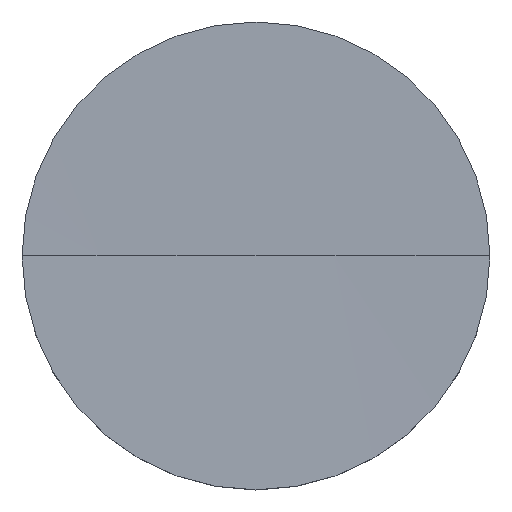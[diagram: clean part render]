
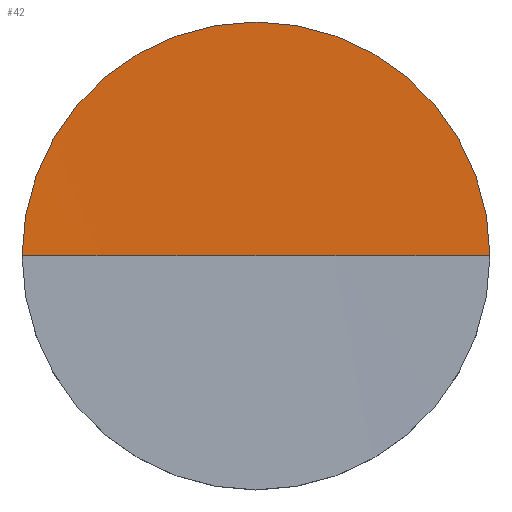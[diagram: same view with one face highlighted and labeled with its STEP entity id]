
A CAD part, top view. The second image highlights one B-rep face of the part: STEP entity #42.
In plain terms, the highlighted spherical face has radius 3000 mm.
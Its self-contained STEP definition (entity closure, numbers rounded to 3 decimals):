
#3 = DIRECTION ( 'NONE',  ( 0., 0., 1. ) ) ;
#14 = CARTESIAN_POINT ( 'NONE',  ( 0., 0., 3012.458 ) ) ;
#22 = EDGE_CURVE ( 'NONE', #104, #23, #40, .T. ) ;
#23 = VERTEX_POINT ( 'NONE', #63 ) ;
#30 = CARTESIAN_POINT ( 'NONE',  ( 0., 0., 12.7 ) ) ;
#35 = AXIS2_PLACEMENT_3D ( 'NONE', #152, #139, #43 ) ;
#36 = VERTEX_POINT ( 'NONE', #190 ) ;
#38 = ORIENTED_EDGE ( 'NONE', *, *, #22, .T. ) ;
#40 = CIRCLE ( 'NONE', #35, 3000. ) ;
#42 = ADVANCED_FACE ( 'NONE', ( #44 ), #79, .F. ) ;
#43 = DIRECTION ( 'NONE',  ( 1., 0., 0. ) ) ;
#44 = FACE_OUTER_BOUND ( 'NONE', #201, .T. ) ;
#45 = CIRCLE ( 'NONE', #51, 38.1 ) ;
#46 = DIRECTION ( 'NONE',  ( 0., -1., 0. ) ) ;
#51 = AXIS2_PLACEMENT_3D ( 'NONE', #30, #126, #62 ) ;
#62 = DIRECTION ( 'NONE',  ( 1., 0., 0. ) ) ;
#63 = CARTESIAN_POINT ( 'NONE',  ( 0., 0., 12.458 ) ) ;
#68 = EDGE_CURVE ( 'NONE', #104, #36, #45, .T. ) ;
#74 = ORIENTED_EDGE ( 'NONE', *, *, #68, .F. ) ;
#79 = SPHERICAL_SURFACE ( 'NONE', #188, 3000. ) ;
#89 = AXIS2_PLACEMENT_3D ( 'NONE', #108, #91, #3 ) ;
#91 = DIRECTION ( 'NONE',  ( 0., 1., 0. ) ) ;
#93 = EDGE_CURVE ( 'NONE', #36, #23, #183, .T. ) ;
#104 = VERTEX_POINT ( 'NONE', #171 ) ;
#108 = CARTESIAN_POINT ( 'NONE',  ( 0., 0., 3012.458 ) ) ;
#126 = DIRECTION ( 'NONE',  ( 0., 0., -1. ) ) ;
#139 = DIRECTION ( 'NONE',  ( 0., -1., 0. ) ) ;
#152 = CARTESIAN_POINT ( 'NONE',  ( 0., 0., 3012.458 ) ) ;
#171 = CARTESIAN_POINT ( 'NONE',  ( -38.1, 0., 12.7 ) ) ;
#183 = CIRCLE ( 'NONE', #89, 3000. ) ;
#185 = ORIENTED_EDGE ( 'NONE', *, *, #93, .F. ) ;
#188 = AXIS2_PLACEMENT_3D ( 'NONE', #14, #46, #189 ) ;
#189 = DIRECTION ( 'NONE',  ( 1., 0., 0. ) ) ;
#190 = CARTESIAN_POINT ( 'NONE',  ( 38.1, 0., 12.7 ) ) ;
#201 = EDGE_LOOP ( 'NONE', ( #74, #38, #185 ) ) ;
